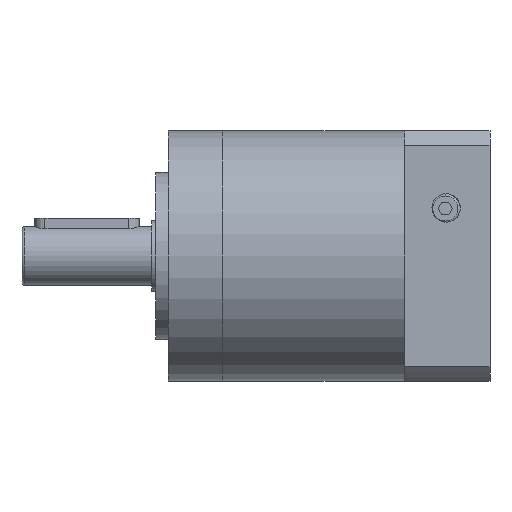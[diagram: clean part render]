
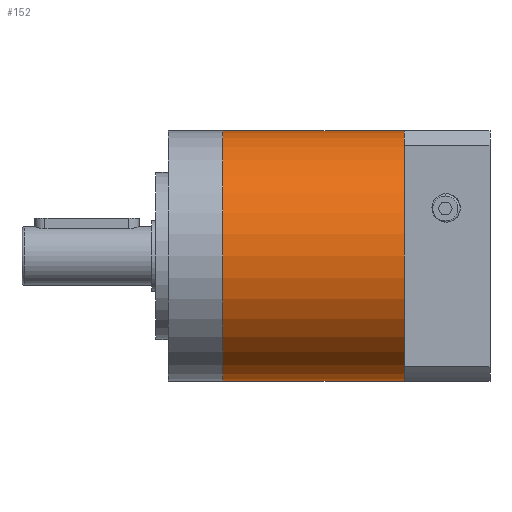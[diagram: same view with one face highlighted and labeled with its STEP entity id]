
A CAD part, left-side view. The second image highlights one B-rep face of the part: STEP entity #152.
In plain terms, the highlighted cylindrical face has radius 30 mm (diameter 60 mm), a partial arc.
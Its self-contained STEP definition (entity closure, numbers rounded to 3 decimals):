
#25 = VERTEX_POINT ( 'NONE', #4432 ) ;
#57 = CARTESIAN_POINT ( 'NONE',  ( 0., 21.75, 30. ) ) ;
#68 = VECTOR ( 'NONE', #3214, 1000. ) ;
#152 = ADVANCED_FACE ( 'NONE', ( #341 ), #4685, .T. ) ;
#341 = FACE_OUTER_BOUND ( 'NONE', #3061, .T. ) ;
#354 = LINE ( 'NONE', #3082, #68 ) ;
#384 = CARTESIAN_POINT ( 'NONE',  ( 0., 21.75, 0. ) ) ;
#400 = DIRECTION ( 'NONE',  ( 0., 1., 0. ) ) ;
#404 = DIRECTION ( 'NONE',  ( 0., 0., 1. ) ) ;
#551 = CARTESIAN_POINT ( 'NONE',  ( 0., -21.75, 0. ) ) ;
#573 = DIRECTION ( 'NONE',  ( 0., 1., 0. ) ) ;
#588 = DIRECTION ( 'NONE',  ( 0., 0., 1. ) ) ;
#897 = VERTEX_POINT ( 'NONE', #1176 ) ;
#1176 = CARTESIAN_POINT ( 'NONE',  ( 0., -21.75, 30. ) ) ;
#1237 = CARTESIAN_POINT ( 'NONE',  ( 0., -21.75, 0. ) ) ;
#1252 = DIRECTION ( 'NONE',  ( 0., 1., 0. ) ) ;
#1269 = VECTOR ( 'NONE', #2944, 1000. ) ;
#1270 = DIRECTION ( 'NONE',  ( 0., 0., 1. ) ) ;
#1401 = EDGE_CURVE ( 'NONE', #4263, #897, #354, .T. ) ;
#1769 = ORIENTED_EDGE ( 'NONE', *, *, #2276, .T. ) ;
#1825 = EDGE_CURVE ( 'NONE', #3155, #4567, #3526, .T. ) ;
#1931 = CIRCLE ( 'NONE', #3741, 30. ) ;
#1954 = ORIENTED_EDGE ( 'NONE', *, *, #1825, .T. ) ;
#2136 = EDGE_CURVE ( 'NONE', #3155, #4263, #3236, .T. ) ;
#2167 = EDGE_CURVE ( 'NONE', #4567, #25, #1931, .T. ) ;
#2188 = ORIENTED_EDGE ( 'NONE', *, *, #2167, .T. ) ;
#2274 = AXIS2_PLACEMENT_3D ( 'NONE', #1237, #1252, #1270 ) ;
#2276 = EDGE_CURVE ( 'NONE', #25, #897, #4607, .T. ) ;
#2944 = DIRECTION ( 'NONE',  ( 0., -1., 0. ) ) ;
#3061 = EDGE_LOOP ( 'NONE', ( #3839, #3486, #1954, #2188, #1769 ) ) ;
#3082 = CARTESIAN_POINT ( 'NONE',  ( 0., 21.75, 30. ) ) ;
#3155 = VERTEX_POINT ( 'NONE', #3806 ) ;
#3214 = DIRECTION ( 'NONE',  ( 0., -1., 0. ) ) ;
#3236 = CIRCLE ( 'NONE', #4883, 30. ) ;
#3240 = CARTESIAN_POINT ( 'NONE',  ( 0., 21.75, -30. ) ) ;
#3486 = ORIENTED_EDGE ( 'NONE', *, *, #2136, .F. ) ;
#3526 = LINE ( 'NONE', #3240, #1269 ) ;
#3741 = AXIS2_PLACEMENT_3D ( 'NONE', #551, #573, #588 ) ;
#3806 = CARTESIAN_POINT ( 'NONE',  ( 0., 21.75, -30. ) ) ;
#3839 = ORIENTED_EDGE ( 'NONE', *, *, #1401, .F. ) ;
#4263 = VERTEX_POINT ( 'NONE', #57 ) ;
#4432 = CARTESIAN_POINT ( 'NONE',  ( -30., -21.75, 0. ) ) ;
#4567 = VERTEX_POINT ( 'NONE', #4832 ) ;
#4607 = CIRCLE ( 'NONE', #2274, 30. ) ;
#4685 = CYLINDRICAL_SURFACE ( 'NONE', #4911, 30. ) ;
#4832 = CARTESIAN_POINT ( 'NONE',  ( 0., -21.75, -30. ) ) ;
#4883 = AXIS2_PLACEMENT_3D ( 'NONE', #384, #400, #404 ) ;
#4911 = AXIS2_PLACEMENT_3D ( 'NONE', #5137, #5118, #5144 ) ;
#5118 = DIRECTION ( 'NONE',  ( 0., -1., 0. ) ) ;
#5137 = CARTESIAN_POINT ( 'NONE',  ( 0., 21.75, 0. ) ) ;
#5144 = DIRECTION ( 'NONE',  ( 0., 0., -1. ) ) ;
